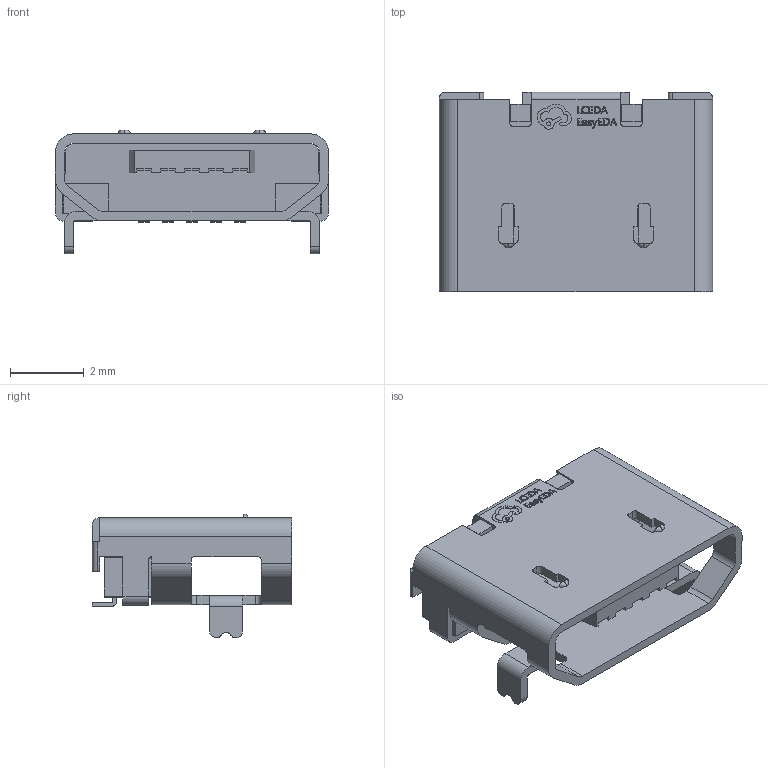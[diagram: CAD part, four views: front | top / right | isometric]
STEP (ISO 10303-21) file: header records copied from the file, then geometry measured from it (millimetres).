
FILE_DESCRIPTION (( 'STEP AP214' ), '1' );
FILE_NAME ('MICRO-USB-SMD_DEALON_USB-MR-D-037.STEP', '2022-08-12T03:43:20', ( 'PC' ), ( 'Microsoft' ), 'SwSTEP 2.0', 'SolidWorks 2020', '' );
FILE_SCHEMA (( 'AUTOMOTIVE_DESIGN' ));
Length unit declared in the file: millimetre
Products named in the file (1): MICRO-USB-SMD_DEALON_USB-MR-D-037
Bounding box: 7.4 x 5.4 x 3.35 mm (x, y, z)
Volume: 44.9 mm3; surface area: 260.6 mm2
Topology: 2 solids, 2 shells, 518 faces, 1479 edges, 980 vertices
Faces by surface type: plane 326, bspline 98, cylinder 90, torus 4
Entity records: 23114 total; most frequent: CARTESIAN_POINT 4344, ORIENTED_EDGE 2958, DIRECTION 2307, EDGE_CURVE 1479, LINE 1085, VECTOR 1085, VERTEX_POINT 980, AXIS2_PLACEMENT_3D 611
